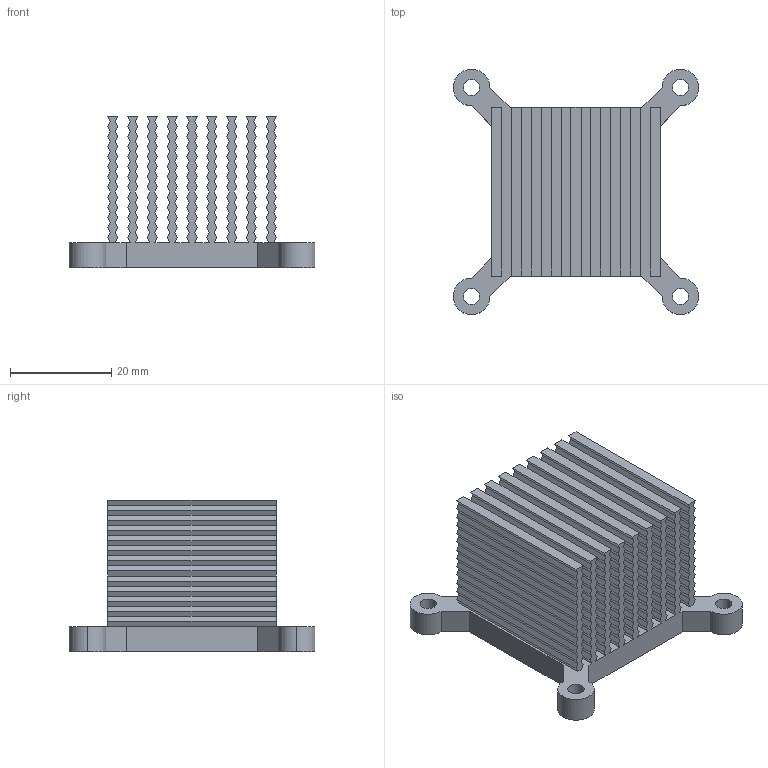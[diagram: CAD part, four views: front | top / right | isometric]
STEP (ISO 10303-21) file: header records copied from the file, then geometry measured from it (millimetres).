
FILE_DESCRIPTION (( 'STEP AP214' ), '1' );
FILE_NAME ('Bitaxe_Gamma_Wavy_Heatsink.STEP', '2024-12-15T21:13:57', ( '' ), ( '' ), 'SwSTEP 2.0', 'SolidWorks 2025', '' );
FILE_SCHEMA (( 'AUTOMOTIVE_DESIGN' ));
Length unit declared in the file: millimetre
Products named in the file (1): Bitaxe_Gamma_Wavy_Heatsink
Bounding box: 48.6 x 48.6 x 30 mm (x, y, z)
Volume: 17850.1 mm3; surface area: 21685.9 mm2
Topology: 1 solids, 1 shells, 498 faces, 1482 edges, 988 vertices
Faces by surface type: plane 484, cylinder 14
Entity records: 16413 total; most frequent: CARTESIAN_POINT 2969, ORIENTED_EDGE 2964, DIRECTION 2508, EDGE_CURVE 1482, VECTOR 1454, LINE 1454, VERTEX_POINT 988, AXIS2_PLACEMENT_3D 527
